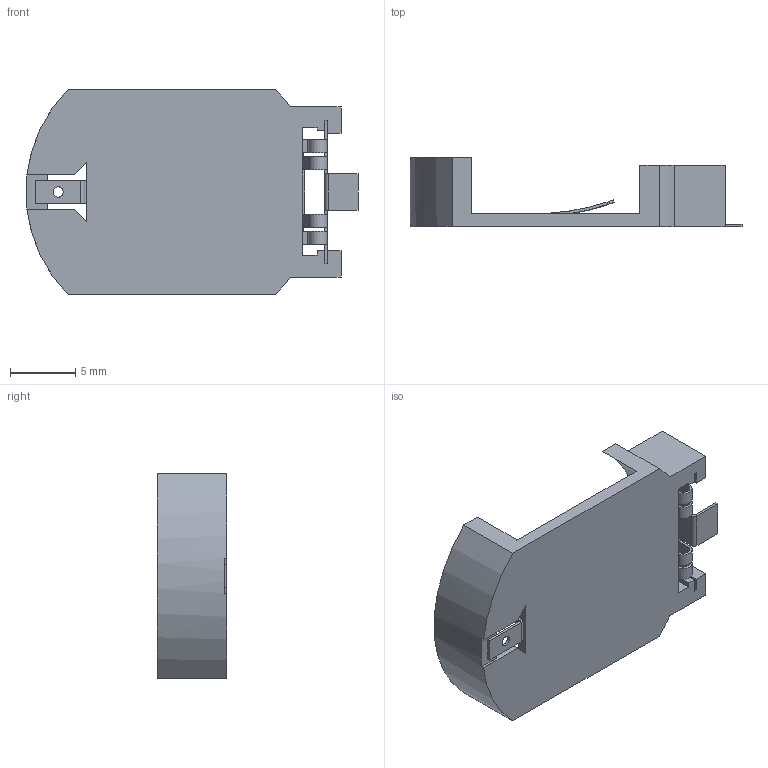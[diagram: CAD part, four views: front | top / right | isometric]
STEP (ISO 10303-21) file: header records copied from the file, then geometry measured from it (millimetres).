
FILE_DESCRIPTION(('FreeCAD Model'),'2;1');
FILE_NAME('Open CASCADE Shape Model','2024-02-20T17:13:34',('Author'),( ''),'Open CASCADE STEP processor 7.6','FreeCAD','Unknown');
FILE_SCHEMA(('AUTOMOTIVE_DESIGN { 1 0 10303 214 1 1 1 1 }'));
Length unit declared in the file: millimetre
Products named in the file (4): xb-08-b2aa001_1; SOLID; SOLID001; SOLID002
Assembly tree (3 placements, depth 2):
  xb-08-b2aa001_1
    SOLID
    SOLID001
    SOLID002
Bounding box: 25.39 x 5.3 x 15.7 mm (x, y, z)
Volume: 478.4 mm3; surface area: 1358.7 mm2
Topology: 3 solids, 3 shells, 466 faces, 1246 edges, 802 vertices
Faces by surface type: plane 322, bspline 90, cylinder 52, cone 2
Entity records: 19554 total; most frequent: CARTESIAN_POINT 7982, ORIENTED_EDGE 2492, DIRECTION 1926, EDGE_CURVE 1246, LINE 934, VECTOR 934, VERTEX_POINT 802, AXIS2_PLACEMENT_3D 496
